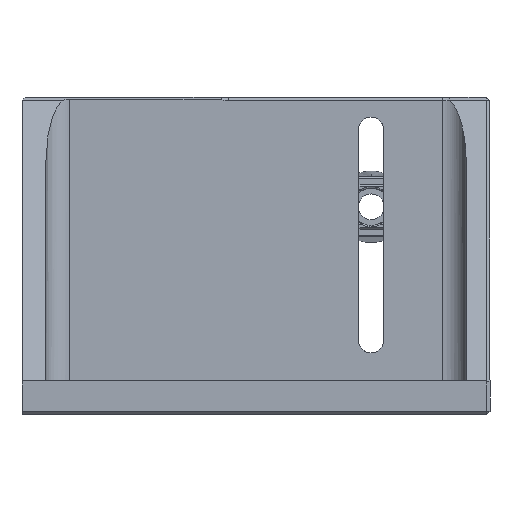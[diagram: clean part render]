
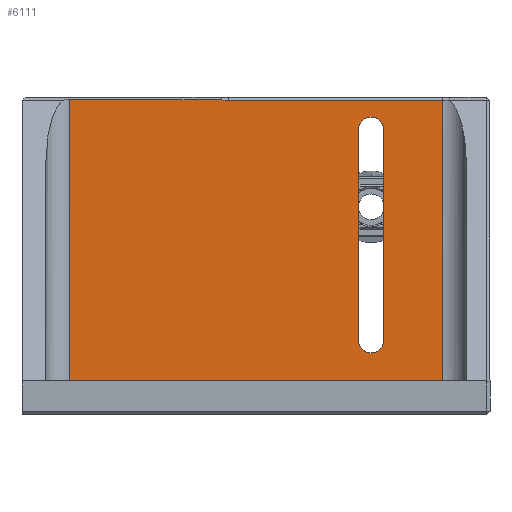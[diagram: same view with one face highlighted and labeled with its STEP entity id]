
A CAD part, front view. The second image highlights one B-rep face of the part: STEP entity #6111.
In plain terms, the highlighted face is planar.
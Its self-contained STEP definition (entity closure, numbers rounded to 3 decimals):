
#88=FACE_BOUND('',#894,.T.);
#208=PLANE('',#6611);
#543=FACE_OUTER_BOUND('',#893,.T.);
#893=EDGE_LOOP('',(#5003,#5004,#5005,#5006,#5007,#5008));
#894=EDGE_LOOP('',(#5009,#5010,#5011,#5012));
#1219=CIRCLE('',#6612,1.6);
#1220=CIRCLE('',#6613,1.6);
#1393=LINE('',#11332,#2078);
#1509=LINE('',#11583,#2194);
#1514=LINE('',#11594,#2199);
#1523=LINE('',#11613,#2208);
#1524=LINE('',#11615,#2209);
#1525=LINE('',#11648,#2210);
#1526=LINE('',#11651,#2211);
#2078=VECTOR('',#7526,10.);
#2194=VECTOR('',#7660,10.);
#2199=VECTOR('',#7671,1000.);
#2208=VECTOR('',#7688,10.);
#2209=VECTOR('',#7689,10.);
#2210=VECTOR('',#7692,1000.);
#2211=VECTOR('',#7695,1000.);
#2651=B_SPLINE_CURVE_WITH_KNOTS('',3,(#11616,#11617,#11618,#11619,#11620,
#11621,#11622,#11623,#11624,#11625,#11626,#11627,#11628,#11629,#11630,#11631,
#11632,#11633,#11634,#11635,#11636,#11637,#11638,#11639,#11640,#11641,#11642,
#11643),.UNSPECIFIED.,.F.,.F.,(4,3,3,3,3,3,3,3,3,4),(0.133,0.137,
0.146,0.156,0.167,0.175,
0.185,0.194,0.204,0.208),
 .UNSPECIFIED.);
#2871=VERTEX_POINT('',#11329);
#2872=VERTEX_POINT('',#11331);
#2990=VERTEX_POINT('',#11581);
#2993=VERTEX_POINT('',#11592);
#2999=VERTEX_POINT('',#11612);
#3000=VERTEX_POINT('',#11614);
#3001=VERTEX_POINT('',#11644);
#3002=VERTEX_POINT('',#11645);
#3003=VERTEX_POINT('',#11647);
#3004=VERTEX_POINT('',#11649);
#3589=EDGE_CURVE('',#2871,#2872,#1393,.T.);
#3712=EDGE_CURVE('',#2871,#2990,#1509,.T.);
#3718=EDGE_CURVE('',#2993,#2990,#1514,.T.);
#3727=EDGE_CURVE('',#2993,#2999,#1523,.T.);
#3728=EDGE_CURVE('',#2999,#3000,#1524,.T.);
#3729=EDGE_CURVE('',#3000,#2872,#2651,.T.);
#3730=EDGE_CURVE('',#3001,#3002,#1219,.T.);
#3731=EDGE_CURVE('',#3002,#3003,#1525,.T.);
#3732=EDGE_CURVE('',#3003,#3004,#1220,.T.);
#3733=EDGE_CURVE('',#3004,#3001,#1526,.T.);
#5003=ORIENTED_EDGE('',*,*,#3712,.T.);
#5004=ORIENTED_EDGE('',*,*,#3718,.F.);
#5005=ORIENTED_EDGE('',*,*,#3727,.T.);
#5006=ORIENTED_EDGE('',*,*,#3728,.T.);
#5007=ORIENTED_EDGE('',*,*,#3729,.T.);
#5008=ORIENTED_EDGE('',*,*,#3589,.F.);
#5009=ORIENTED_EDGE('',*,*,#3730,.T.);
#5010=ORIENTED_EDGE('',*,*,#3731,.T.);
#5011=ORIENTED_EDGE('',*,*,#3732,.T.);
#5012=ORIENTED_EDGE('',*,*,#3733,.T.);
#6111=ADVANCED_FACE('',(#543,#88),#208,.T.);
#6611=AXIS2_PLACEMENT_3D('',#11611,#7686,#7687);
#6612=AXIS2_PLACEMENT_3D('',#11646,#7690,#7691);
#6613=AXIS2_PLACEMENT_3D('',#11650,#7693,#7694);
#7526=DIRECTION('',(0.,1.,0.));
#7660=DIRECTION('',(0.,0.,1.));
#7671=DIRECTION('',(0.,-1.,0.));
#7686=DIRECTION('center_axis',(-1.,0.,0.));
#7687=DIRECTION('ref_axis',(0.,1.,0.));
#7688=DIRECTION('',(0.,0.,-1.));
#7689=DIRECTION('',(0.,-1.,0.));
#7690=DIRECTION('center_axis',(1.,0.,0.));
#7691=DIRECTION('ref_axis',(0.,1.,0.));
#7692=DIRECTION('',(0.,0.,1.));
#7693=DIRECTION('center_axis',(1.,0.,0.));
#7694=DIRECTION('ref_axis',(0.,1.,0.));
#7695=DIRECTION('',(0.,0.,-1.));
#11329=CARTESIAN_POINT('',(13.007,-5.5,-39.72));
#11331=CARTESIAN_POINT('',(13.007,13.605,-39.72));
#11332=CARTESIAN_POINT('',(13.007,16.25,-39.72));
#11581=CARTESIAN_POINT('',(13.007,-5.5,-4.25));
#11583=CARTESIAN_POINT('',(13.007,-5.5,-20.));
#11592=CARTESIAN_POINT('',(13.007,41.5,-4.25));
#11594=CARTESIAN_POINT('',(13.007,44.5,-4.25));
#11611=CARTESIAN_POINT('Origin',(13.007,0.,
0.));
#11612=CARTESIAN_POINT('',(13.007,41.5,-39.6));
#11613=CARTESIAN_POINT('',(13.007,41.5,-20.));
#11614=CARTESIAN_POINT('',(13.007,14.5,-39.6));
#11615=CARTESIAN_POINT('',(13.007,0.,-39.6));
#11616=CARTESIAN_POINT('Ctrl Pts',(13.007,14.5,-39.6));
#11617=CARTESIAN_POINT('Ctrl Pts',(13.007,14.484,-39.6));
#11618=CARTESIAN_POINT('Ctrl Pts',(13.007,14.468,-39.6));
#11619=CARTESIAN_POINT('Ctrl Pts',(13.007,14.452,-39.6));
#11620=CARTESIAN_POINT('Ctrl Pts',(13.007,14.414,-39.601));
#11621=CARTESIAN_POINT('Ctrl Pts',(13.007,14.377,-39.602));
#11622=CARTESIAN_POINT('Ctrl Pts',(13.007,14.339,-39.604));
#11623=CARTESIAN_POINT('Ctrl Pts',(13.007,14.302,-39.605));
#11624=CARTESIAN_POINT('Ctrl Pts',(13.007,14.264,-39.608));
#11625=CARTESIAN_POINT('Ctrl Pts',(13.007,14.227,-39.611));
#11626=CARTESIAN_POINT('Ctrl Pts',(13.007,14.183,-39.615));
#11627=CARTESIAN_POINT('Ctrl Pts',(13.007,14.139,-39.619));
#11628=CARTESIAN_POINT('Ctrl Pts',(13.007,14.095,-39.625));
#11629=CARTESIAN_POINT('Ctrl Pts',(13.007,14.064,-39.629));
#11630=CARTESIAN_POINT('Ctrl Pts',(13.007,14.033,-39.633));
#11631=CARTESIAN_POINT('Ctrl Pts',(13.007,14.002,-39.638));
#11632=CARTESIAN_POINT('Ctrl Pts',(13.007,13.96,-39.644));
#11633=CARTESIAN_POINT('Ctrl Pts',(13.007,13.918,-39.652));
#11634=CARTESIAN_POINT('Ctrl Pts',(13.007,13.877,-39.66));
#11635=CARTESIAN_POINT('Ctrl Pts',(13.007,13.843,-39.666));
#11636=CARTESIAN_POINT('Ctrl Pts',(13.007,13.81,-39.673));
#11637=CARTESIAN_POINT('Ctrl Pts',(13.007,13.777,-39.68));
#11638=CARTESIAN_POINT('Ctrl Pts',(13.007,13.738,-39.688));
#11639=CARTESIAN_POINT('Ctrl Pts',(13.007,13.7,-39.697));
#11640=CARTESIAN_POINT('Ctrl Pts',(13.007,13.661,-39.706));
#11641=CARTESIAN_POINT('Ctrl Pts',(13.007,13.642,-39.711));
#11642=CARTESIAN_POINT('Ctrl Pts',(13.007,13.623,-39.715));
#11643=CARTESIAN_POINT('Ctrl Pts',(13.007,13.605,-39.72));
#11644=CARTESIAN_POINT('',(13.007,30.9,-35.9));
#11645=CARTESIAN_POINT('',(13.007,34.1,-35.9));
#11646=CARTESIAN_POINT('Origin',(13.007,32.5,-35.9));
#11647=CARTESIAN_POINT('',(13.007,34.1,-9.4));
#11648=CARTESIAN_POINT('',(13.007,34.1,-35.9));
#11649=CARTESIAN_POINT('',(13.007,30.9,-9.4));
#11650=CARTESIAN_POINT('Origin',(13.007,32.5,-9.4));
#11651=CARTESIAN_POINT('',(13.007,30.9,-35.9));
